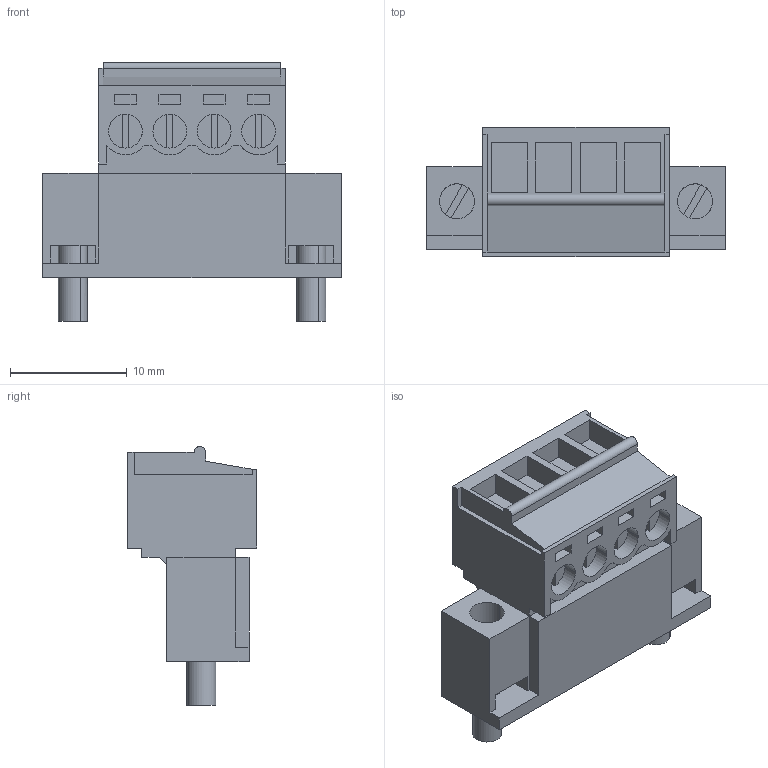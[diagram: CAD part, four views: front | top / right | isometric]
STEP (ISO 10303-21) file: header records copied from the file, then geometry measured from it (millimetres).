
FILE_DESCRIPTION(('CATIA V5 STEP Exchange','CAx-IF Rec.Pracs.--- Model Styling and Organization---1.2---2011-12-15'),'2;1');
FILE_NAME ('D1460668_0', '2018-05-10T16:33:24+00:00', ('none'), ('Weidmueller'), 'CATIA Version 5-6 Release 2014', 'CATIA V5 STEP AP214', 'none');
FILE_SCHEMA(('AUTOMOTIVE_DESIGN { 1 0 10303 214 1 1 1 1 }'));
Length unit declared in the file: millimetre
Products named in the file (1): 1970310000
Bounding box: 25.63 x 11.1 x 22.2 mm (x, y, z)
Volume: 2273.1 mm3; surface area: 3162.5 mm2
Topology: 11 solids, 11 shells, 313 faces, 805 edges, 536 vertices
Faces by surface type: plane 264, cylinder 49
Entity records: 8942 total; most frequent: CARTESIAN_POINT 1718, ORIENTED_EDGE 1610, DIRECTION 1201, EDGE_CURVE 805, VECTOR 659, LINE 659, VERTEX_POINT 536, EDGE_LOOP 343
